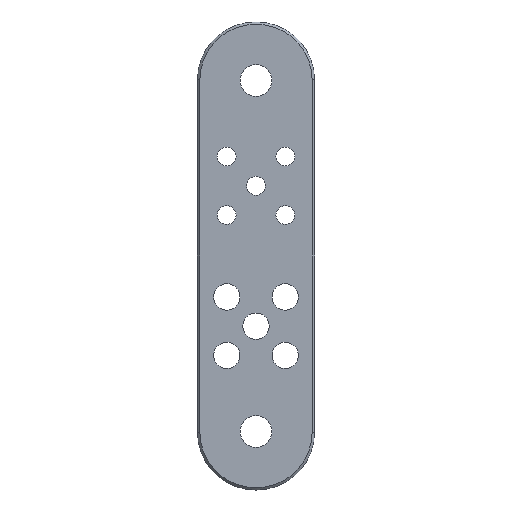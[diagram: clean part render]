
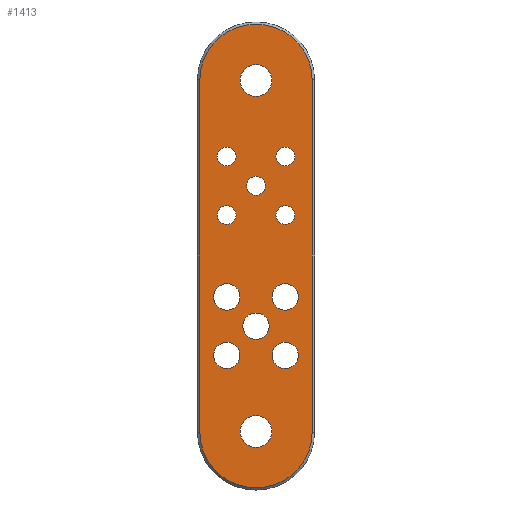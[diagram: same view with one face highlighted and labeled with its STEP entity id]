
A CAD part, left-side view. The second image highlights one B-rep face of the part: STEP entity #1413.
In plain terms, the highlighted planar face has unit normal (-1, 0, 0).
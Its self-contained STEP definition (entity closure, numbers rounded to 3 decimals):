
#922 = VERTEX_POINT('',#923);
#923 = CARTESIAN_POINT('',(0.,6.6,17.));
#931 = EDGE_CURVE('',#922,#922,#932,.T.);
#932 = CIRCLE('',#933,1.6);
#933 = AXIS2_PLACEMENT_3D('',#934,#935,#936);
#934 = CARTESIAN_POINT('',(0.,5.,17.));
#935 = DIRECTION('',(-1.,0.,0.));
#936 = DIRECTION('',(0.,1.,0.));
#947 = VERTEX_POINT('',#948);
#948 = CARTESIAN_POINT('',(0.,2.7,-30.));
#956 = EDGE_CURVE('',#947,#947,#957,.T.);
#957 = CIRCLE('',#958,2.7);
#958 = AXIS2_PLACEMENT_3D('',#959,#960,#961);
#959 = CARTESIAN_POINT('',(0.,0.,-30.));
#960 = DIRECTION('',(1.,0.,0.));
#961 = DIRECTION('',(0.,1.,0.));
#972 = VERTEX_POINT('',#973);
#973 = CARTESIAN_POINT('',(0.,2.7,30.));
#981 = EDGE_CURVE('',#972,#972,#982,.T.);
#982 = CIRCLE('',#983,2.7);
#983 = AXIS2_PLACEMENT_3D('',#984,#985,#986);
#984 = CARTESIAN_POINT('',(0.,0.,30.));
#985 = DIRECTION('',(1.,0.,0.));
#986 = DIRECTION('',(0.,1.,0.));
#997 = VERTEX_POINT('',#998);
#998 = CARTESIAN_POINT('',(0.,-3.4,17.));
#1006 = EDGE_CURVE('',#997,#997,#1007,.T.);
#1007 = CIRCLE('',#1008,1.6);
#1008 = AXIS2_PLACEMENT_3D('',#1009,#1010,#1011);
#1009 = CARTESIAN_POINT('',(0.,-5.,17.));
#1010 = DIRECTION('',(-1.,0.,0.));
#1011 = DIRECTION('',(0.,1.,0.));
#1022 = VERTEX_POINT('',#1023);
#1023 = CARTESIAN_POINT('',(0.,1.6,12.));
#1031 = EDGE_CURVE('',#1022,#1022,#1032,.T.);
#1032 = CIRCLE('',#1033,1.6);
#1033 = AXIS2_PLACEMENT_3D('',#1034,#1035,#1036);
#1034 = CARTESIAN_POINT('',(0.,0.,12.));
#1035 = DIRECTION('',(-1.,0.,0.));
#1036 = DIRECTION('',(0.,1.,0.));
#1047 = VERTEX_POINT('',#1048);
#1048 = CARTESIAN_POINT('',(0.,-3.4,7.));
#1056 = EDGE_CURVE('',#1047,#1047,#1057,.T.);
#1057 = CIRCLE('',#1058,1.6);
#1058 = AXIS2_PLACEMENT_3D('',#1059,#1060,#1061);
#1059 = CARTESIAN_POINT('',(0.,-5.,7.));
#1060 = DIRECTION('',(-1.,0.,0.));
#1061 = DIRECTION('',(0.,1.,0.));
#1072 = VERTEX_POINT('',#1073);
#1073 = CARTESIAN_POINT('',(0.,6.6,7.));
#1081 = EDGE_CURVE('',#1072,#1072,#1082,.T.);
#1082 = CIRCLE('',#1083,1.6);
#1083 = AXIS2_PLACEMENT_3D('',#1084,#1085,#1086);
#1084 = CARTESIAN_POINT('',(0.,5.,7.));
#1085 = DIRECTION('',(-1.,0.,0.));
#1086 = DIRECTION('',(0.,1.,0.));
#1097 = VERTEX_POINT('',#1098);
#1098 = CARTESIAN_POINT('',(0.,7.25,-7.));
#1106 = EDGE_CURVE('',#1097,#1097,#1107,.T.);
#1107 = CIRCLE('',#1108,2.25);
#1108 = AXIS2_PLACEMENT_3D('',#1109,#1110,#1111);
#1109 = CARTESIAN_POINT('',(0.,5.,-7.));
#1110 = DIRECTION('',(1.,0.,0.));
#1111 = DIRECTION('',(0.,1.,0.));
#1122 = VERTEX_POINT('',#1123);
#1123 = CARTESIAN_POINT('',(0.,-2.75,-7.));
#1131 = EDGE_CURVE('',#1122,#1122,#1132,.T.);
#1132 = CIRCLE('',#1133,2.25);
#1133 = AXIS2_PLACEMENT_3D('',#1134,#1135,#1136);
#1134 = CARTESIAN_POINT('',(0.,-5.,-7.));
#1135 = DIRECTION('',(1.,0.,0.));
#1136 = DIRECTION('',(0.,1.,0.));
#1147 = VERTEX_POINT('',#1148);
#1148 = CARTESIAN_POINT('',(0.,2.25,-12.));
#1156 = EDGE_CURVE('',#1147,#1147,#1157,.T.);
#1157 = CIRCLE('',#1158,2.25);
#1158 = AXIS2_PLACEMENT_3D('',#1159,#1160,#1161);
#1159 = CARTESIAN_POINT('',(0.,0.,-12.));
#1160 = DIRECTION('',(1.,0.,0.));
#1161 = DIRECTION('',(0.,1.,0.));
#1172 = VERTEX_POINT('',#1173);
#1173 = CARTESIAN_POINT('',(0.,-2.75,-17.));
#1181 = EDGE_CURVE('',#1172,#1172,#1182,.T.);
#1182 = CIRCLE('',#1183,2.25);
#1183 = AXIS2_PLACEMENT_3D('',#1184,#1185,#1186);
#1184 = CARTESIAN_POINT('',(0.,-5.,-17.));
#1185 = DIRECTION('',(1.,0.,0.));
#1186 = DIRECTION('',(0.,1.,0.));
#1197 = VERTEX_POINT('',#1198);
#1198 = CARTESIAN_POINT('',(0.,7.25,-17.));
#1206 = EDGE_CURVE('',#1197,#1197,#1207,.T.);
#1207 = CIRCLE('',#1208,2.25);
#1208 = AXIS2_PLACEMENT_3D('',#1209,#1210,#1211);
#1209 = CARTESIAN_POINT('',(0.,5.,-17.));
#1210 = DIRECTION('',(1.,0.,0.));
#1211 = DIRECTION('',(0.,1.,0.));
#1222 = VERTEX_POINT('',#1223);
#1223 = CARTESIAN_POINT('',(0.,9.6,-30.1));
#1231 = VERTEX_POINT('',#1232);
#1232 = CARTESIAN_POINT('',(0.,9.6,30.1));
#1238 = EDGE_CURVE('',#1222,#1231,#1239,.T.);
#1239 = LINE('',#1240,#1241);
#1240 = CARTESIAN_POINT('',(0.,9.6,-30.1));
#1241 = VECTOR('',#1242,1.);
#1242 = DIRECTION('',(0.,0.,1.));
#1253 = VERTEX_POINT('',#1254);
#1254 = CARTESIAN_POINT('',(0.,0.1,-39.6));
#1262 = EDGE_CURVE('',#1253,#1222,#1263,.T.);
#1263 = CIRCLE('',#1264,9.5);
#1264 = AXIS2_PLACEMENT_3D('',#1265,#1266,#1267);
#1265 = CARTESIAN_POINT('',(0.,0.1,-30.1));
#1266 = DIRECTION('',(1.,0.,0.));
#1267 = DIRECTION('',(0.,0.,-1.));
#1280 = VERTEX_POINT('',#1281);
#1281 = CARTESIAN_POINT('',(0.,0.1,39.6));
#1287 = EDGE_CURVE('',#1231,#1280,#1288,.T.);
#1288 = CIRCLE('',#1289,9.5);
#1289 = AXIS2_PLACEMENT_3D('',#1290,#1291,#1292);
#1290 = CARTESIAN_POINT('',(0.,0.1,30.1));
#1291 = DIRECTION('',(1.,-0.,0.));
#1292 = DIRECTION('',(0.,1.,0.));
#1303 = VERTEX_POINT('',#1304);
#1304 = CARTESIAN_POINT('',(0.,-0.1,-39.6));
#1312 = EDGE_CURVE('',#1303,#1253,#1313,.T.);
#1313 = LINE('',#1314,#1315);
#1314 = CARTESIAN_POINT('',(0.,-0.1,-39.6));
#1315 = VECTOR('',#1316,1.);
#1316 = DIRECTION('',(0.,1.,0.));
#1329 = VERTEX_POINT('',#1330);
#1330 = CARTESIAN_POINT('',(0.,-0.1,39.6));
#1336 = EDGE_CURVE('',#1280,#1329,#1337,.T.);
#1337 = LINE('',#1338,#1339);
#1338 = CARTESIAN_POINT('',(0.,0.1,39.6));
#1339 = VECTOR('',#1340,1.);
#1340 = DIRECTION('',(0.,-1.,0.));
#1351 = VERTEX_POINT('',#1352);
#1352 = CARTESIAN_POINT('',(0.,-9.6,-30.1));
#1360 = EDGE_CURVE('',#1351,#1303,#1361,.T.);
#1361 = CIRCLE('',#1362,9.5);
#1362 = AXIS2_PLACEMENT_3D('',#1363,#1364,#1365);
#1363 = CARTESIAN_POINT('',(0.,-0.1,-30.1));
#1364 = DIRECTION('',(1.,0.,0.));
#1365 = DIRECTION('',(0.,-1.,0.));
#1378 = VERTEX_POINT('',#1379);
#1379 = CARTESIAN_POINT('',(0.,-9.6,30.1));
#1385 = EDGE_CURVE('',#1329,#1378,#1386,.T.);
#1386 = CIRCLE('',#1387,9.5);
#1387 = AXIS2_PLACEMENT_3D('',#1388,#1389,#1390);
#1388 = CARTESIAN_POINT('',(0.,-0.1,30.1));
#1389 = DIRECTION('',(1.,0.,-0.));
#1390 = DIRECTION('',(0.,0.,1.));
#1403 = EDGE_CURVE('',#1378,#1351,#1404,.T.);
#1404 = LINE('',#1405,#1406);
#1405 = CARTESIAN_POINT('',(0.,-9.6,30.1));
#1406 = VECTOR('',#1407,1.);
#1407 = DIRECTION('',(0.,0.,-1.));
#1413 = ADVANCED_FACE('',(#1414,#1424,#1427,#1430,#1433,#1436,#1439,
    #1442,#1445,#1448,#1451,#1454,#1457),#1460,.F.);
#1414 = FACE_BOUND('',#1415,.F.);
#1415 = EDGE_LOOP('',(#1416,#1417,#1418,#1419,#1420,#1421,#1422,#1423));
#1416 = ORIENTED_EDGE('',*,*,#1238,.T.);
#1417 = ORIENTED_EDGE('',*,*,#1287,.T.);
#1418 = ORIENTED_EDGE('',*,*,#1336,.T.);
#1419 = ORIENTED_EDGE('',*,*,#1385,.T.);
#1420 = ORIENTED_EDGE('',*,*,#1403,.T.);
#1421 = ORIENTED_EDGE('',*,*,#1360,.T.);
#1422 = ORIENTED_EDGE('',*,*,#1312,.T.);
#1423 = ORIENTED_EDGE('',*,*,#1262,.T.);
#1424 = FACE_BOUND('',#1425,.F.);
#1425 = EDGE_LOOP('',(#1426));
#1426 = ORIENTED_EDGE('',*,*,#1206,.F.);
#1427 = FACE_BOUND('',#1428,.F.);
#1428 = EDGE_LOOP('',(#1429));
#1429 = ORIENTED_EDGE('',*,*,#1106,.F.);
#1430 = FACE_BOUND('',#1431,.F.);
#1431 = EDGE_LOOP('',(#1432));
#1432 = ORIENTED_EDGE('',*,*,#1081,.T.);
#1433 = FACE_BOUND('',#1434,.F.);
#1434 = EDGE_LOOP('',(#1435));
#1435 = ORIENTED_EDGE('',*,*,#931,.T.);
#1436 = FACE_BOUND('',#1437,.F.);
#1437 = EDGE_LOOP('',(#1438));
#1438 = ORIENTED_EDGE('',*,*,#956,.F.);
#1439 = FACE_BOUND('',#1440,.F.);
#1440 = EDGE_LOOP('',(#1441));
#1441 = ORIENTED_EDGE('',*,*,#1156,.F.);
#1442 = FACE_BOUND('',#1443,.F.);
#1443 = EDGE_LOOP('',(#1444));
#1444 = ORIENTED_EDGE('',*,*,#1181,.F.);
#1445 = FACE_BOUND('',#1446,.F.);
#1446 = EDGE_LOOP('',(#1447));
#1447 = ORIENTED_EDGE('',*,*,#1131,.F.);
#1448 = FACE_BOUND('',#1449,.F.);
#1449 = EDGE_LOOP('',(#1450));
#1450 = ORIENTED_EDGE('',*,*,#1031,.T.);
#1451 = FACE_BOUND('',#1452,.F.);
#1452 = EDGE_LOOP('',(#1453));
#1453 = ORIENTED_EDGE('',*,*,#981,.F.);
#1454 = FACE_BOUND('',#1455,.F.);
#1455 = EDGE_LOOP('',(#1456));
#1456 = ORIENTED_EDGE('',*,*,#1056,.T.);
#1457 = FACE_BOUND('',#1458,.F.);
#1458 = EDGE_LOOP('',(#1459));
#1459 = ORIENTED_EDGE('',*,*,#1006,.T.);
#1460 = PLANE('',#1461);
#1461 = AXIS2_PLACEMENT_3D('',#1462,#1463,#1464);
#1462 = CARTESIAN_POINT('',(0.,0.,0.));
#1463 = DIRECTION('',(1.,0.,0.));
#1464 = DIRECTION('',(0.,0.,1.));
